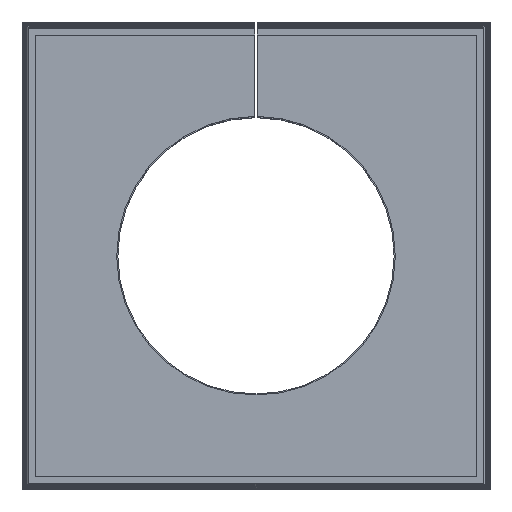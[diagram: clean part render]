
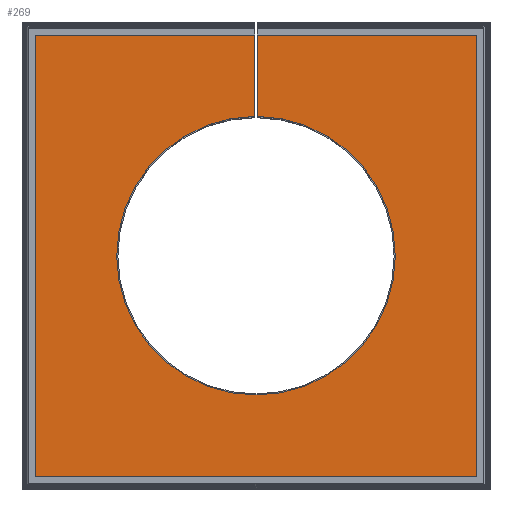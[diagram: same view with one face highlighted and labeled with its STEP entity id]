
A CAD part, top view. The second image highlights one B-rep face of the part: STEP entity #269.
In plain terms, the highlighted planar face has unit normal (0, 0, 1).
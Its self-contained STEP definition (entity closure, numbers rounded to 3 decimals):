
#54=CIRCLE('',#2318,12.5);
#269=ADVANCED_FACE('',(#488),#381,.T.);
#381=PLANE('',#2319);
#488=FACE_OUTER_BOUND('',#616,.T.);
#616=EDGE_LOOP('',(#1109,#1110,#1111,#1112,#1113,#1114,#1115,#1116));
#1109=ORIENTED_EDGE('',*,*,#1732,.F.);
#1110=ORIENTED_EDGE('',*,*,#1733,.T.);
#1111=ORIENTED_EDGE('',*,*,#1734,.T.);
#1112=ORIENTED_EDGE('',*,*,#1735,.T.);
#1113=ORIENTED_EDGE('',*,*,#1736,.T.);
#1114=ORIENTED_EDGE('',*,*,#1509,.T.);
#1115=ORIENTED_EDGE('',*,*,#1737,.T.);
#1116=ORIENTED_EDGE('',*,*,#1738,.F.);
#1299=VERTEX_POINT('',#2900);
#1301=VERTEX_POINT('',#2903);
#1441=VERTEX_POINT('',#3878);
#1442=VERTEX_POINT('',#3879);
#1443=VERTEX_POINT('',#3881);
#1444=VERTEX_POINT('',#3883);
#1445=VERTEX_POINT('',#3885);
#1446=VERTEX_POINT('',#3888);
#1509=EDGE_CURVE('',#1301,#1299,#1825,.T.);
#1732=EDGE_CURVE('',#1441,#1442,#1965,.T.);
#1733=EDGE_CURVE('',#1441,#1443,#1966,.T.);
#1734=EDGE_CURVE('',#1443,#1444,#1967,.T.);
#1735=EDGE_CURVE('',#1444,#1445,#1968,.T.);
#1736=EDGE_CURVE('',#1445,#1301,#1969,.T.);
#1737=EDGE_CURVE('',#1299,#1446,#1970,.T.);
#1738=EDGE_CURVE('',#1442,#1446,#54,.T.);
#1825=LINE('',#2902,#2037);
#1965=LINE('',#3877,#2184);
#1966=LINE('',#3880,#2185);
#1967=LINE('',#3882,#2186);
#1968=LINE('',#3884,#2187);
#1969=LINE('',#3886,#2188);
#1970=LINE('',#3887,#2189);
#2037=VECTOR('',#2404,1.);
#2184=VECTOR('',#2717,1.);
#2185=VECTOR('',#2718,1.);
#2186=VECTOR('',#2719,1.);
#2187=VECTOR('',#2720,1.);
#2188=VECTOR('',#2721,1.);
#2189=VECTOR('',#2722,1.);
#2318=AXIS2_PLACEMENT_3D('',#3889,#2723,#2724);
#2319=AXIS2_PLACEMENT_3D('',#3890,#2725,#2726);
#2404=DIRECTION('',(-1.,0.,0.));
#2717=DIRECTION('',(0.,-1.,0.));
#2718=DIRECTION('',(-1.,0.,0.));
#2719=DIRECTION('',(0.,-1.,0.));
#2720=DIRECTION('',(1.,0.,0.));
#2721=DIRECTION('',(0.,1.,0.));
#2722=DIRECTION('',(0.,-1.,0.));
#2723=DIRECTION('',(0.,0.,1.));
#2724=DIRECTION('',(1.,0.,0.));
#2725=DIRECTION('',(0.,0.,1.));
#2726=DIRECTION('',(-1.,0.,0.));
#2900=CARTESIAN_POINT('',(0.1,19.8,17.7));
#2902=CARTESIAN_POINT('',(19.8,19.8,17.7));
#2903=CARTESIAN_POINT('',(19.8,19.8,17.7));
#3877=CARTESIAN_POINT('',(-0.1,0.,17.7));
#3878=CARTESIAN_POINT('',(-0.1,19.8,17.7));
#3879=CARTESIAN_POINT('',(-0.1,12.5,17.7));
#3880=CARTESIAN_POINT('',(19.8,19.8,17.7));
#3881=CARTESIAN_POINT('',(-19.8,19.8,17.7));
#3882=CARTESIAN_POINT('',(-19.8,19.8,17.7));
#3883=CARTESIAN_POINT('',(-19.8,-19.8,17.7));
#3884=CARTESIAN_POINT('',(-19.8,-19.8,17.7));
#3885=CARTESIAN_POINT('',(19.8,-19.8,17.7));
#3886=CARTESIAN_POINT('',(19.8,-19.8,17.7));
#3887=CARTESIAN_POINT('',(0.1,0.,17.7));
#3888=CARTESIAN_POINT('',(0.1,12.5,17.7));
#3889=CARTESIAN_POINT('',(0.,0.,17.7));
#3890=CARTESIAN_POINT('',(0.,0.,17.7));
